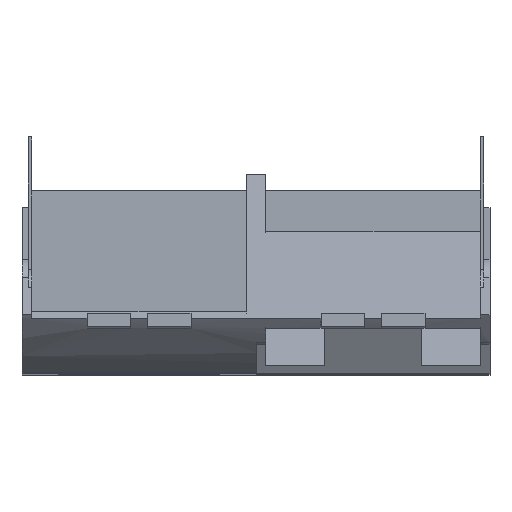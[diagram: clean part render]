
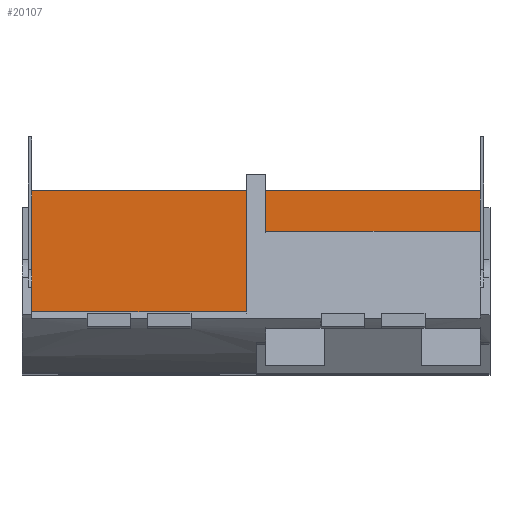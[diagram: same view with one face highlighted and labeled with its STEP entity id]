
A CAD part, top view. The second image highlights one B-rep face of the part: STEP entity #20107.
In plain terms, the highlighted planar face has unit normal (0, 0, 1).
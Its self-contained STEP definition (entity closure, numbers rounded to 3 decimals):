
#20092=AXIS2_PLACEMENT_3D('Plane Axis2P3D',#20089,#20090,#20091) ;
#17132=CARTESIAN_POINT('Vertex',(44.05,17.762,1.)) ;
#17136=CARTESIAN_POINT('Control Point',(44.05,2.745,1.)) ;
#17137=CARTESIAN_POINT('Control Point',(44.05,5.748,1.)) ;
#17138=CARTESIAN_POINT('Control Point',(44.05,8.752,1.)) ;
#17139=CARTESIAN_POINT('Control Point',(44.05,11.755,1.)) ;
#17140=CARTESIAN_POINT('Control Point',(44.05,14.758,1.)) ;
#17141=CARTESIAN_POINT('Control Point',(44.05,17.762,1.)) ;
#17142=CARTESIAN_POINT('Vertex',(44.05,2.745,1.)) ;
#19130=CARTESIAN_POINT('Vertex',(0.95,2.745,1.)) ;
#19134=CARTESIAN_POINT('Control Point',(0.95,2.745,1.)) ;
#19135=CARTESIAN_POINT('Control Point',(0.95,5.748,1.)) ;
#19136=CARTESIAN_POINT('Control Point',(0.95,8.752,1.)) ;
#19137=CARTESIAN_POINT('Control Point',(0.95,11.755,1.)) ;
#19138=CARTESIAN_POINT('Control Point',(0.95,14.758,1.)) ;
#19139=CARTESIAN_POINT('Control Point',(0.95,17.762,1.)) ;
#19140=CARTESIAN_POINT('Vertex',(0.95,17.762,1.)) ;
#19622=CARTESIAN_POINT('Line Origine',(11.425,17.762,1.)) ;
#19626=CARTESIAN_POINT('Vertex',(21.9,17.762,1.)) ;
#19629=CARTESIAN_POINT('Line Origine',(22.5,17.762,1.)) ;
#19633=CARTESIAN_POINT('Vertex',(23.1,17.762,1.)) ;
#19636=CARTESIAN_POINT('Line Origine',(33.575,17.762,1.)) ;
#20089=CARTESIAN_POINT('Axis2P3D Location',(33.75,2.745,1.)) ;
#20094=CARTESIAN_POINT('Line Origine',(22.5,2.745,1.)) ;
#19623=DIRECTION('Vector Direction',(1.,0.,0.)) ;
#19630=DIRECTION('Vector Direction',(-1.,0.,0.)) ;
#19637=DIRECTION('Vector Direction',(1.,0.,0.)) ;
#20090=DIRECTION('Axis2P3D Direction',(0.,0.,1.)) ;
#20091=DIRECTION('Axis2P3D XDirection',(0.,1.,0.)) ;
#20095=DIRECTION('Vector Direction',(1.,0.,0.)) ;
#19624=VECTOR('Line Direction',#19623,1.) ;
#19631=VECTOR('Line Direction',#19630,1.) ;
#19638=VECTOR('Line Direction',#19637,1.) ;
#20096=VECTOR('Line Direction',#20095,1.) ;
#20100=ORIENTED_EDGE('',*,*,#19640,.T.) ;
#20101=ORIENTED_EDGE('',*,*,#19635,.T.) ;
#20102=ORIENTED_EDGE('',*,*,#19628,.T.) ;
#20103=ORIENTED_EDGE('',*,*,#19142,.F.) ;
#20104=ORIENTED_EDGE('',*,*,#20098,.F.) ;
#20105=ORIENTED_EDGE('',*,*,#17144,.F.) ;
#20107=ADVANCED_FACE('SIDE',(#20106),#20093,.T.) ;
#17135=B_SPLINE_CURVE_WITH_KNOTS('',5,(#17136,#17137,#17138,#17139,#17140,#17141),.UNSPECIFIED.,.F.,.U.,(6,6),(0.,15.017),.UNSPECIFIED.) ;
#19133=B_SPLINE_CURVE_WITH_KNOTS('',5,(#19134,#19135,#19136,#19137,#19138,#19139),.UNSPECIFIED.,.F.,.U.,(6,6),(0.,15.017),.UNSPECIFIED.) ;
#17144=EDGE_CURVE('',#17133,#17143,#17135,.F.) ;
#19142=EDGE_CURVE('',#19131,#19141,#19133,.T.) ;
#19628=EDGE_CURVE('',#19627,#19141,#19625,.F.) ;
#19635=EDGE_CURVE('',#19634,#19627,#19632,.T.) ;
#19640=EDGE_CURVE('',#17133,#19634,#19639,.F.) ;
#20098=EDGE_CURVE('',#17143,#19131,#20097,.F.) ;
#20099=EDGE_LOOP('',(#20100,#20101,#20102,#20103,#20104,#20105)) ;
#20106=FACE_OUTER_BOUND('',#20099,.T.) ;
#19625=LINE('Line',#19622,#19624) ;
#19632=LINE('Line',#19629,#19631) ;
#19639=LINE('Line',#19636,#19638) ;
#20097=LINE('Line',#20094,#20096) ;
#20093=PLANE('',#20092) ;
#17133=VERTEX_POINT('',#17132) ;
#17143=VERTEX_POINT('',#17142) ;
#19131=VERTEX_POINT('',#19130) ;
#19141=VERTEX_POINT('',#19140) ;
#19627=VERTEX_POINT('',#19626) ;
#19634=VERTEX_POINT('',#19633) ;
